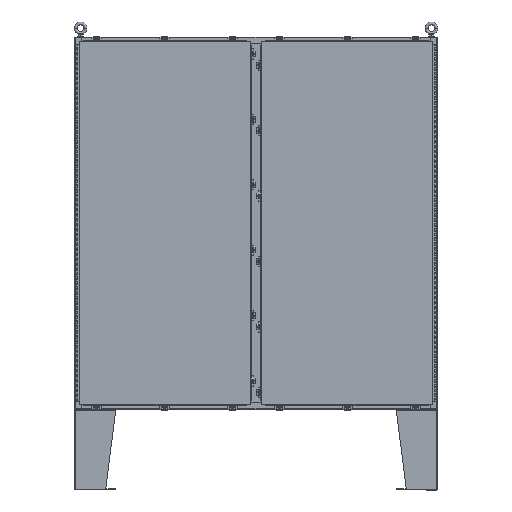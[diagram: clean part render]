
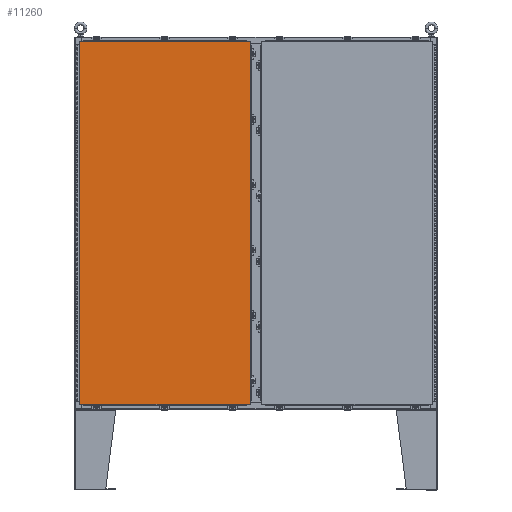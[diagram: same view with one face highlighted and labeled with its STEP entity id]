
A CAD part, top view. The second image highlights one B-rep face of the part: STEP entity #11260.
In plain terms, the highlighted planar face has unit normal (0, 0, 1).
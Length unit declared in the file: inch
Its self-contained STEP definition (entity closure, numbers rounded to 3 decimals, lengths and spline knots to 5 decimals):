
#705 = CARTESIAN_POINT ( 'NONE',  ( 0., 0., 0. ) ) ;
#1235 = LINE ( 'NONE', #78721, #66480 ) ;
#1942 = VERTEX_POINT ( 'NONE', #81654 ) ;
#5646 = VECTOR ( 'NONE', #34307, 39.37008 ) ;
#7643 = VERTEX_POINT ( 'NONE', #41279 ) ;
#10863 = LINE ( 'NONE', #54415, #42395 ) ;
#11260 = ADVANCED_FACE ( 'NONE', ( #73491 ), #29335, .F. ) ;
#11493 = CARTESIAN_POINT ( 'NONE',  ( -16.9178, 36.0182, 0. ) ) ;
#14839 = DIRECTION ( 'NONE',  ( -1., 0., 0. ) ) ;
#15990 = DIRECTION ( 'NONE',  ( 0., -1., 0. ) ) ;
#19330 = EDGE_CURVE ( 'NONE', #1942, #37925, #55998, .T. ) ;
#21247 = EDGE_LOOP ( 'NONE', ( #80827, #80230, #45527, #74217 ) ) ;
#21991 = VECTOR ( 'NONE', #14839, 39.37008 ) ;
#24380 = CARTESIAN_POINT ( 'NONE',  ( 16.9178, -36.0182, 0. ) ) ;
#29335 = PLANE ( 'NONE',  #72982 ) ;
#34307 = DIRECTION ( 'NONE',  ( 1., 0., 0. ) ) ;
#34502 = CARTESIAN_POINT ( 'NONE',  ( -16.9178, -36.0182, 0. ) ) ;
#36774 = LINE ( 'NONE', #46187, #21991 ) ;
#37925 = VERTEX_POINT ( 'NONE', #24380 ) ;
#41279 = CARTESIAN_POINT ( 'NONE',  ( 16.9178, 36.0182, 0. ) ) ;
#42395 = VECTOR ( 'NONE', #73806, 39.37008 ) ;
#44180 = EDGE_CURVE ( 'NONE', #37925, #7643, #10863, .T. ) ;
#45527 = ORIENTED_EDGE ( 'NONE', *, *, #52857, .T. ) ;
#46187 = CARTESIAN_POINT ( 'NONE',  ( 16.9178, 36.0182, 0. ) ) ;
#52444 = EDGE_CURVE ( 'NONE', #79877, #1942, #1235, .T. ) ;
#52857 = EDGE_CURVE ( 'NONE', #7643, #79877, #36774, .T. ) ;
#54415 = CARTESIAN_POINT ( 'NONE',  ( 16.9178, -36.0182, 0. ) ) ;
#55679 = DIRECTION ( 'NONE',  ( 0., 0., -1. ) ) ;
#55998 = LINE ( 'NONE', #34502, #5646 ) ;
#66480 = VECTOR ( 'NONE', #15990, 39.37008 ) ;
#72982 = AXIS2_PLACEMENT_3D ( 'NONE', #705, #55679, #77569 ) ;
#73491 = FACE_OUTER_BOUND ( 'NONE', #21247, .T. ) ;
#73806 = DIRECTION ( 'NONE',  ( 0., 1., 0. ) ) ;
#74217 = ORIENTED_EDGE ( 'NONE', *, *, #52444, .T. ) ;
#77569 = DIRECTION ( 'NONE',  ( -1., 0., 0. ) ) ;
#78721 = CARTESIAN_POINT ( 'NONE',  ( -16.9178, 36.0182, 0. ) ) ;
#79877 = VERTEX_POINT ( 'NONE', #11493 ) ;
#80230 = ORIENTED_EDGE ( 'NONE', *, *, #44180, .T. ) ;
#80827 = ORIENTED_EDGE ( 'NONE', *, *, #19330, .T. ) ;
#81654 = CARTESIAN_POINT ( 'NONE',  ( -16.9178, -36.0182, 0. ) ) ;
